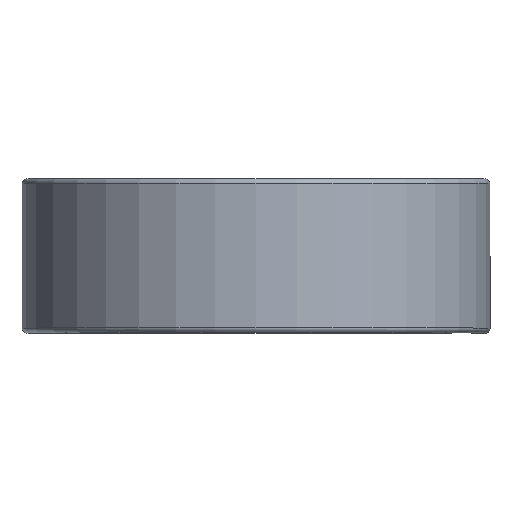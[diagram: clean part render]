
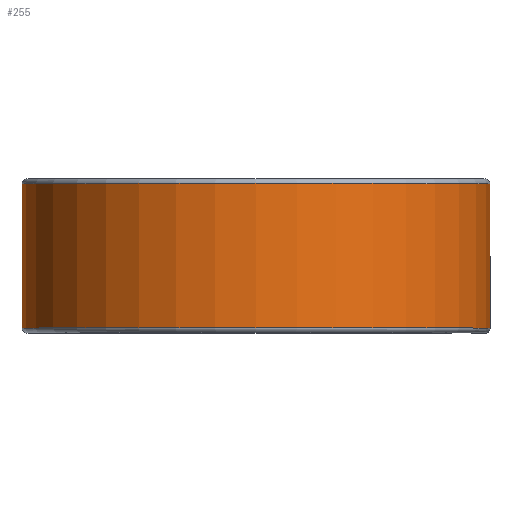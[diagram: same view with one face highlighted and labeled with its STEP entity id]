
A CAD part, top view. The second image highlights one B-rep face of the part: STEP entity #255.
In plain terms, the highlighted cylindrical face has radius 36.144 mm (diameter 72.288 mm), a partial arc.
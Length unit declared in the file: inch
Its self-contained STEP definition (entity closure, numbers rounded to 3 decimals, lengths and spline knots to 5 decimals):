
#133 = CARTESIAN_POINT ( 'NONE',  ( 0., 0.43875, -1.423 ) ) ;
#193 = DIRECTION ( 'NONE',  ( 0., -1., 0. ) ) ;
#198 = VERTEX_POINT ( 'NONE', #1230 ) ;
#255 = ADVANCED_FACE ( 'NONE', ( #1893 ), #2324, .T. ) ;
#372 = CARTESIAN_POINT ( 'NONE',  ( 0., 0.4375, 0. ) ) ;
#380 = CARTESIAN_POINT ( 'NONE',  ( 0., 0.43875, 0. ) ) ;
#559 = DIRECTION ( 'NONE',  ( 0., 0., -1. ) ) ;
#661 = CARTESIAN_POINT ( 'NONE',  ( 0., 0.43875, -1.423 ) ) ;
#705 = ORIENTED_EDGE ( 'NONE', *, *, #889, .F. ) ;
#716 = CARTESIAN_POINT ( 'NONE',  ( 0., -0.43875, 0. ) ) ;
#821 = CIRCLE ( 'NONE', #2339, 1.423 ) ;
#889 = EDGE_CURVE ( 'NONE', #1794, #2004, #2254, .T. ) ;
#925 = DIRECTION ( 'NONE',  ( 0., 0., -1. ) ) ;
#950 = CIRCLE ( 'NONE', #1544, 1.423 ) ;
#1098 = CARTESIAN_POINT ( 'NONE',  ( 0., -0.43875, -1.423 ) ) ;
#1208 = EDGE_LOOP ( 'NONE', ( #1387, #1747, #705, #2007 ) ) ;
#1223 = AXIS2_PLACEMENT_3D ( 'NONE', #372, #193, #1297 ) ;
#1230 = CARTESIAN_POINT ( 'NONE',  ( 1.423, -0.43875, 0. ) ) ;
#1247 = DIRECTION ( 'NONE',  ( 0., 1., 0. ) ) ;
#1297 = DIRECTION ( 'NONE',  ( 0., 0., -1. ) ) ;
#1345 = EDGE_CURVE ( 'NONE', #198, #1851, #1838, .T. ) ;
#1387 = ORIENTED_EDGE ( 'NONE', *, *, #1345, .T. ) ;
#1388 = CARTESIAN_POINT ( 'NONE',  ( 1.423, 0.43875, 0. ) ) ;
#1470 = DIRECTION ( 'NONE',  ( 0., 1., 0. ) ) ;
#1544 = AXIS2_PLACEMENT_3D ( 'NONE', #716, #2100, #925 ) ;
#1738 = DIRECTION ( 'NONE',  ( 0., -1., 0. ) ) ;
#1747 = ORIENTED_EDGE ( 'NONE', *, *, #2265, .T. ) ;
#1755 = VECTOR ( 'NONE', #1470, 39.37008 ) ;
#1794 = VERTEX_POINT ( 'NONE', #1098 ) ;
#1838 = LINE ( 'NONE', #2444, #1755 ) ;
#1851 = VERTEX_POINT ( 'NONE', #1388 ) ;
#1893 = FACE_OUTER_BOUND ( 'NONE', #1208, .T. ) ;
#2004 = VERTEX_POINT ( 'NONE', #661 ) ;
#2007 = ORIENTED_EDGE ( 'NONE', *, *, #2169, .F. ) ;
#2100 = DIRECTION ( 'NONE',  ( 0., -1., 0. ) ) ;
#2169 = EDGE_CURVE ( 'NONE', #198, #1794, #950, .T. ) ;
#2254 = LINE ( 'NONE', #133, #2258 ) ;
#2258 = VECTOR ( 'NONE', #1247, 39.37008 ) ;
#2265 = EDGE_CURVE ( 'NONE', #1851, #2004, #821, .T. ) ;
#2324 = CYLINDRICAL_SURFACE ( 'NONE', #1223, 1.423 ) ;
#2339 = AXIS2_PLACEMENT_3D ( 'NONE', #380, #1738, #559 ) ;
#2444 = CARTESIAN_POINT ( 'NONE',  ( 1.423, 0.43875, 0. ) ) ;
